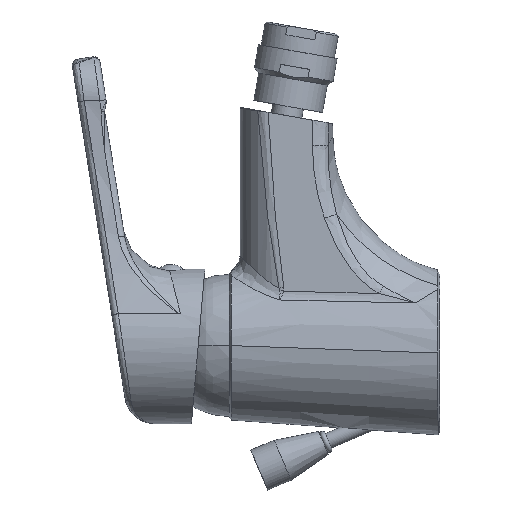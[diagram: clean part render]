
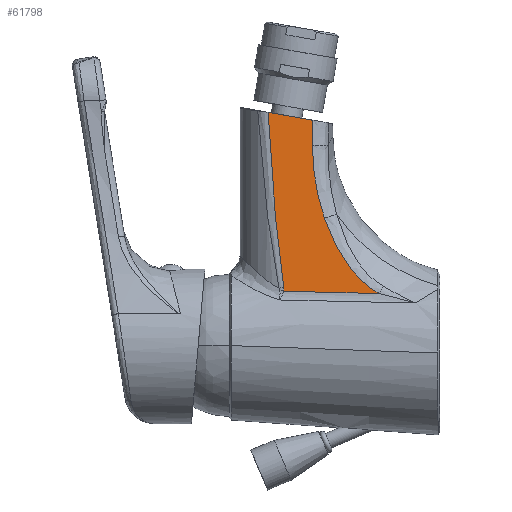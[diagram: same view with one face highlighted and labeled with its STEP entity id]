
A CAD part, left-side view. The second image highlights one B-rep face of the part: STEP entity #61798.
In plain terms, the highlighted planar face has unit normal (-0.998, 0.035, 0.052).
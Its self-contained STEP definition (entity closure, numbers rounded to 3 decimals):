
#22661=DIRECTION('',(-0.043,-0.984,-0.173));
#22662=VECTOR('',#22661,14.691);
#22663=CARTESIAN_POINT('',(-15.02,56.441,
77.88));
#22664=LINE('',#22663,#22662);
#22665=CARTESIAN_POINT('',(-15.659,41.987,
75.331));
#22666=CARTESIAN_POINT('',(-15.705,41.999,
74.43));
#22667=CARTESIAN_POINT('',(-15.799,42.023,
72.628));
#22668=CARTESIAN_POINT('',(-15.94,42.058,
69.927));
#22669=CARTESIAN_POINT('',(-16.033,42.083,
68.127));
#22670=CARTESIAN_POINT('',(-16.08,42.095,
67.227));
#22672=CARTESIAN_POINT('',(-16.08,42.095,
67.227));
#22673=CARTESIAN_POINT('',(-16.115,42.104,
66.556));
#22674=CARTESIAN_POINT('',(-16.186,42.101,
65.203));
#22675=CARTESIAN_POINT('',(-16.296,42.03,
63.142));
#22676=CARTESIAN_POINT('',(-16.411,41.892,
61.05));
#22677=CARTESIAN_POINT('',(-16.529,41.685,
58.926));
#22678=CARTESIAN_POINT('',(-16.652,41.407,
56.775));
#22679=CARTESIAN_POINT('',(-16.778,41.058,
54.605));
#22680=CARTESIAN_POINT('',(-16.907,40.637,
52.421));
#22681=CARTESIAN_POINT('',(-17.039,40.145,
50.23));
#22682=CARTESIAN_POINT('',(-17.174,39.583,
48.037));
#22683=CARTESIAN_POINT('',(-17.311,38.951,
45.843));
#22684=CARTESIAN_POINT('',(-17.404,38.483,
44.385));
#22685=CARTESIAN_POINT('',(-17.451,38.237,
43.656));
#22687=CARTESIAN_POINT('',(-17.451,38.237,
43.656));
#22688=CARTESIAN_POINT('',(-17.496,37.998,
42.945));
#22689=CARTESIAN_POINT('',(-17.586,37.504,
41.554));
#22690=CARTESIAN_POINT('',(-17.719,36.72,
39.556));
#22691=CARTESIAN_POINT('',(-17.847,35.902,
37.656));
#22692=CARTESIAN_POINT('',(-17.971,35.056,
35.857));
#22693=CARTESIAN_POINT('',(-18.09,34.189,
34.165));
#22694=CARTESIAN_POINT('',(-18.204,33.307,
32.58));
#22695=CARTESIAN_POINT('',(-18.312,32.417,
31.104));
#22696=CARTESIAN_POINT('',(-18.415,31.521,
29.731));
#22697=CARTESIAN_POINT('',(-18.514,30.622,
28.457));
#22698=CARTESIAN_POINT('',(-18.607,29.721,
27.274));
#22699=CARTESIAN_POINT('',(-18.696,28.818,
26.176));
#22700=CARTESIAN_POINT('',(-18.781,27.915,
25.159));
#22701=CARTESIAN_POINT('',(-18.862,27.011,
24.215));
#22702=CARTESIAN_POINT('',(-18.94,26.105,
23.341));
#22703=CARTESIAN_POINT('',(-19.014,25.196,
22.53));
#22704=CARTESIAN_POINT('',(-19.085,24.284,
21.78));
#22705=CARTESIAN_POINT('',(-19.154,23.365,
21.082));
#22706=CARTESIAN_POINT('',(-19.22,22.436,
20.435));
#22707=CARTESIAN_POINT('',(-19.284,21.498,
19.837));
#22708=CARTESIAN_POINT('',(-19.326,20.866,
19.469));
#22709=CARTESIAN_POINT('',(-19.346,20.548,
19.292));
#22711=CARTESIAN_POINT('',(-19.346,20.548,
19.292));
#22712=CARTESIAN_POINT('',(-19.22,24.022,
19.376));
#22713=CARTESIAN_POINT('',(-18.97,30.94,
19.543));
#22714=CARTESIAN_POINT('',(-18.598,41.228,
19.789));
#22715=CARTESIAN_POINT('',(-18.352,48.025,
19.952));
#22716=CARTESIAN_POINT('',(-18.229,51.409,
20.032));
#22718=CARTESIAN_POINT('',(-18.165,51.411,
21.268));
#22719=CARTESIAN_POINT('',(-18.17,51.397,
21.181));
#22720=CARTESIAN_POINT('',(-18.179,51.374,
21.015));
#22721=CARTESIAN_POINT('',(-18.192,51.356,
20.786));
#22722=CARTESIAN_POINT('',(-18.203,51.352,
20.575));
#22723=CARTESIAN_POINT('',(-18.213,51.36,
20.38));
#22724=CARTESIAN_POINT('',(-18.222,51.379,
20.199));
#22725=CARTESIAN_POINT('',(-18.227,51.398,
20.087));
#22726=CARTESIAN_POINT('',(-18.229,51.409,
20.032));
#22728=CARTESIAN_POINT('',(-15.02,56.441,
77.88));
#22729=CARTESIAN_POINT('',(-15.131,56.328,
75.843));
#22730=CARTESIAN_POINT('',(-15.342,56.103,
71.97));
#22731=CARTESIAN_POINT('',(-15.624,55.783,
66.803));
#22732=CARTESIAN_POINT('',(-15.878,55.478,
62.166));
#22733=CARTESIAN_POINT('',(-16.106,55.187,
58.001));
#22734=CARTESIAN_POINT('',(-16.312,54.911,
54.26));
#22735=CARTESIAN_POINT('',(-16.499,54.648,
50.877));
#22736=CARTESIAN_POINT('',(-16.669,54.397,
47.804));
#22737=CARTESIAN_POINT('',(-16.822,54.16,
45.048));
#22738=CARTESIAN_POINT('',(-16.957,53.942,
42.618));
#22739=CARTESIAN_POINT('',(-17.079,53.736,
40.413));
#22740=CARTESIAN_POINT('',(-17.196,53.533,
38.328));
#22741=CARTESIAN_POINT('',(-17.313,53.32,
36.24));
#22742=CARTESIAN_POINT('',(-17.432,53.095,
34.121));
#22743=CARTESIAN_POINT('',(-17.55,52.86,
32.014));
#22744=CARTESIAN_POINT('',(-17.669,52.613,
29.913));
#22745=CARTESIAN_POINT('',(-17.789,52.351,
27.8));
#22746=CARTESIAN_POINT('',(-17.911,52.069,
25.665));
#22747=CARTESIAN_POINT('',(-18.036,51.76,
23.496));
#22748=CARTESIAN_POINT('',(-18.121,51.532,
22.015));
#22749=CARTESIAN_POINT('',(-18.165,51.411,
21.268));
#22918=CARTESIAN_POINT('',(-18.229,51.409,
20.032));
#22932=CARTESIAN_POINT('',(-19.346,20.548,
19.292));
#26160=VERTEX_POINT('',#22918);
#26161=VERTEX_POINT('',#22718);
#26163=VERTEX_POINT('',#22932);
#26167=VERTEX_POINT('',#22687);
#26169=VERTEX_POINT('',#22672);
#26521=CARTESIAN_POINT('',(-15.02,56.441,
77.88));
#26522=CARTESIAN_POINT('',(-15.659,41.987,
75.331));
#26523=VERTEX_POINT('',#26521);
#26524=VERTEX_POINT('',#26522);
#61779=CARTESIAN_POINT('',(-14.787,58.431,81.));
#61780=DIRECTION('',(-0.998,0.035,0.052));
#61781=DIRECTION('',(-0.035,-0.999,0.));
#61782=AXIS2_PLACEMENT_3D('',#61779,#61780,#61781);
#61783=PLANE('',#61782);
#61784=ORIENTED_EDGE('',*,*,#61385,.T.);
#61786=ORIENTED_EDGE('',*,*,#61785,.T.);
#61788=ORIENTED_EDGE('',*,*,#61787,.T.);
#61790=ORIENTED_EDGE('',*,*,#61789,.T.);
#61792=ORIENTED_EDGE('',*,*,#61791,.T.);
#61794=ORIENTED_EDGE('',*,*,#61793,.F.);
#61795=ORIENTED_EDGE('',*,*,#61762,.F.);
#61796=EDGE_LOOP('',(#61784,#61786,#61788,#61790,#61792,#61794,#61795));
#61797=FACE_OUTER_BOUND('',#61796,.F.);
#61798=ADVANCED_FACE('',(#61797),#61783,.T.);
#22671=B_SPLINE_CURVE_WITH_KNOTS('',3,(#22665,#22666,#22667,#22668,#22669,
#22670),.UNSPECIFIED.,.F.,.F.,(4,1,1,4),(0.,0.333,
0.667,1.),.UNSPECIFIED.);
#22686=B_SPLINE_CURVE_WITH_KNOTS('',3,(#22672,#22673,#22674,#22675,#22676,
#22677,#22678,#22679,#22680,#22681,#22682,#22683,#22684,#22685),.UNSPECIFIED.,
.F.,.F.,(4,1,1,1,1,1,1,1,1,1,1,4),(0.,0.091,0.182,
0.273,0.364,0.455,0.545,
0.636,0.727,0.818,0.909,1.),
.UNSPECIFIED.);
#22710=B_SPLINE_CURVE_WITH_KNOTS('',3,(#22687,#22688,#22689,#22690,#22691,
#22692,#22693,#22694,#22695,#22696,#22697,#22698,#22699,#22700,#22701,#22702,
#22703,#22704,#22705,#22706,#22707,#22708,#22709),.UNSPECIFIED.,.F.,.F.,(4,1,1,
1,1,1,1,1,1,1,1,1,1,1,1,1,1,1,1,1,4),(0.,0.05,0.1,0.15,0.2,0.25,
0.3,0.35,0.4,0.45,0.5,0.55,0.6,0.65,0.7,0.75,0.8,0.85,
0.9,0.95,1.),.UNSPECIFIED.);
#22717=B_SPLINE_CURVE_WITH_KNOTS('',3,(#22711,#22712,#22713,#22714,#22715,
#22716),.UNSPECIFIED.,.F.,.F.,(4,1,1,4),(0.,0.333,
0.667,1.),.UNSPECIFIED.);
#22727=B_SPLINE_CURVE_WITH_KNOTS('',3,(#22718,#22719,#22720,#22721,#22722,
#22723,#22724,#22725,#22726),.UNSPECIFIED.,.F.,.F.,(4,1,1,1,1,1,4),(0.,
0.167,0.333,0.5,0.667,0.833,
1.),.UNSPECIFIED.);
#22750=B_SPLINE_CURVE_WITH_KNOTS('',3,(#22728,#22729,#22730,#22731,#22732,
#22733,#22734,#22735,#22736,#22737,#22738,#22739,#22740,#22741,#22742,#22743,
#22744,#22745,#22746,#22747,#22748,#22749),.UNSPECIFIED.,.F.,.F.,(4,1,1,1,1,1,1,
1,1,1,1,1,1,1,1,1,1,1,1,4),(0.,0.053,0.105,
0.158,0.211,0.263,0.316,
0.368,0.421,0.474,0.526,
0.579,0.632,0.684,0.737,
0.789,0.842,0.895,0.947,1.),
.UNSPECIFIED.);
#61385=EDGE_CURVE('',#26523,#26524,#22664,.T.);
#61762=EDGE_CURVE('',#26523,#26161,#22750,.T.);
#61785=EDGE_CURVE('',#26524,#26169,#22671,.T.);
#61787=EDGE_CURVE('',#26169,#26167,#22686,.T.);
#61789=EDGE_CURVE('',#26167,#26163,#22710,.T.);
#61791=EDGE_CURVE('',#26163,#26160,#22717,.T.);
#61793=EDGE_CURVE('',#26161,#26160,#22727,.T.);
